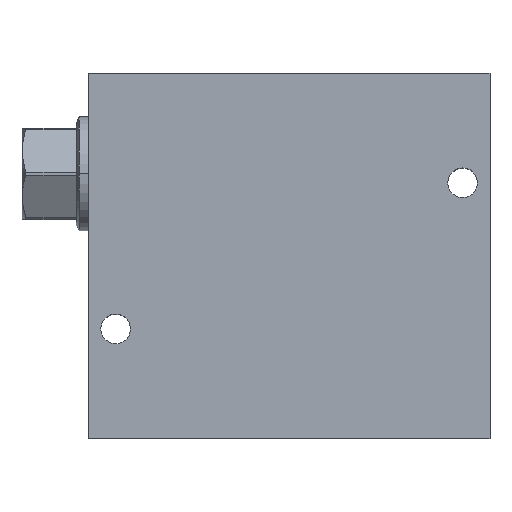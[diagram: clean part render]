
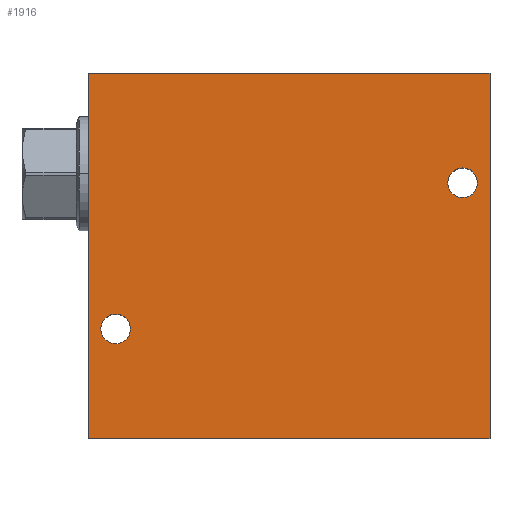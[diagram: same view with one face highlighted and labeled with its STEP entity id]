
A CAD part, top view. The second image highlights one B-rep face of the part: STEP entity #1916.
In plain terms, the highlighted planar face has unit normal (0, 0, 1).
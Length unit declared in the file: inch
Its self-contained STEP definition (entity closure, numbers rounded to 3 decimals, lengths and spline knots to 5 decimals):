
#113=DIRECTION('',(0.,-1.,0.));
#114=VECTOR('',#113,5.);
#115=CARTESIAN_POINT('',(0.,0.,2.5));
#116=LINE('',#115,#114);
#117=DIRECTION('',(-1.,0.,0.));
#118=VECTOR('',#117,5.5);
#119=CARTESIAN_POINT('',(5.5,0.,2.5));
#120=LINE('',#119,#118);
#121=DIRECTION('',(0.,1.,0.));
#122=VECTOR('',#121,5.);
#123=CARTESIAN_POINT('',(5.5,-5.,2.5));
#124=LINE('',#123,#122);
#125=DIRECTION('',(1.,0.,0.));
#126=VECTOR('',#125,5.5);
#127=CARTESIAN_POINT('',(0.,-5.,2.5));
#128=LINE('',#127,#126);
#129=CARTESIAN_POINT('',(5.125,-1.5,2.5));
#130=DIRECTION('',(0.,0.,-1.));
#131=DIRECTION('',(-1.,0.,0.));
#132=AXIS2_PLACEMENT_3D('',#129,#130,#131);
#134=CARTESIAN_POINT('',(5.125,-1.5,2.5));
#135=DIRECTION('',(0.,0.,-1.));
#136=DIRECTION('',(1.,0.,0.));
#137=AXIS2_PLACEMENT_3D('',#134,#135,#136);
#139=CARTESIAN_POINT('',(0.375,-3.5,2.5));
#140=DIRECTION('',(0.,0.,-1.));
#141=DIRECTION('',(-1.,0.,0.));
#142=AXIS2_PLACEMENT_3D('',#139,#140,#141);
#144=CARTESIAN_POINT('',(0.375,-3.5,2.5));
#145=DIRECTION('',(0.,0.,-1.));
#146=DIRECTION('',(1.,0.,0.));
#147=AXIS2_PLACEMENT_3D('',#144,#145,#146);
#1567=CARTESIAN_POINT('',(0.,0.,2.5));
#1568=CARTESIAN_POINT('',(0.,-5.,2.5));
#1569=VERTEX_POINT('',#1567);
#1570=VERTEX_POINT('',#1568);
#1571=CARTESIAN_POINT('',(5.5,-5.,2.5));
#1572=VERTEX_POINT('',#1571);
#1573=CARTESIAN_POINT('',(5.5,0.,2.5));
#1574=VERTEX_POINT('',#1573);
#1579=CARTESIAN_POINT('',(4.922,-1.5,2.5));
#1580=CARTESIAN_POINT('',(5.328,-1.5,2.5));
#1581=VERTEX_POINT('',#1579);
#1582=VERTEX_POINT('',#1580);
#1587=CARTESIAN_POINT('',(0.172,-3.5,2.5));
#1588=CARTESIAN_POINT('',(0.578,-3.5,2.5));
#1589=VERTEX_POINT('',#1587);
#1590=VERTEX_POINT('',#1588);
#1893=CARTESIAN_POINT('',(0.,0.,2.5));
#1894=DIRECTION('',(0.,0.,1.));
#1895=DIRECTION('',(1.,0.,0.));
#1896=AXIS2_PLACEMENT_3D('',#1893,#1894,#1895);
#1897=PLANE('',#1896);
#1898=ORIENTED_EDGE('',*,*,#1815,.F.);
#1899=ORIENTED_EDGE('',*,*,#1836,.F.);
#1900=ORIENTED_EDGE('',*,*,#1856,.F.);
#1901=ORIENTED_EDGE('',*,*,#1875,.F.);
#1902=EDGE_LOOP('',(#1898,#1899,#1900,#1901));
#1903=FACE_OUTER_BOUND('',#1902,.F.);
#1905=ORIENTED_EDGE('',*,*,#1904,.F.);
#1907=ORIENTED_EDGE('',*,*,#1906,.F.);
#1908=EDGE_LOOP('',(#1905,#1907));
#1909=FACE_BOUND('',#1908,.F.);
#1911=ORIENTED_EDGE('',*,*,#1910,.F.);
#1913=ORIENTED_EDGE('',*,*,#1912,.F.);
#1914=EDGE_LOOP('',(#1911,#1913));
#1915=FACE_BOUND('',#1914,.F.);
#1916=ADVANCED_FACE('',(#1903,#1909,#1915),#1897,.T.);
#133=CIRCLE('',#132,0.203);
#138=CIRCLE('',#137,0.203);
#143=CIRCLE('',#142,0.203);
#148=CIRCLE('',#147,0.203);
#1815=EDGE_CURVE('',#1569,#1570,#116,.T.);
#1836=EDGE_CURVE('',#1574,#1569,#120,.T.);
#1856=EDGE_CURVE('',#1572,#1574,#124,.T.);
#1875=EDGE_CURVE('',#1570,#1572,#128,.T.);
#1904=EDGE_CURVE('',#1581,#1582,#133,.T.);
#1906=EDGE_CURVE('',#1582,#1581,#138,.T.);
#1910=EDGE_CURVE('',#1589,#1590,#143,.T.);
#1912=EDGE_CURVE('',#1590,#1589,#148,.T.);
